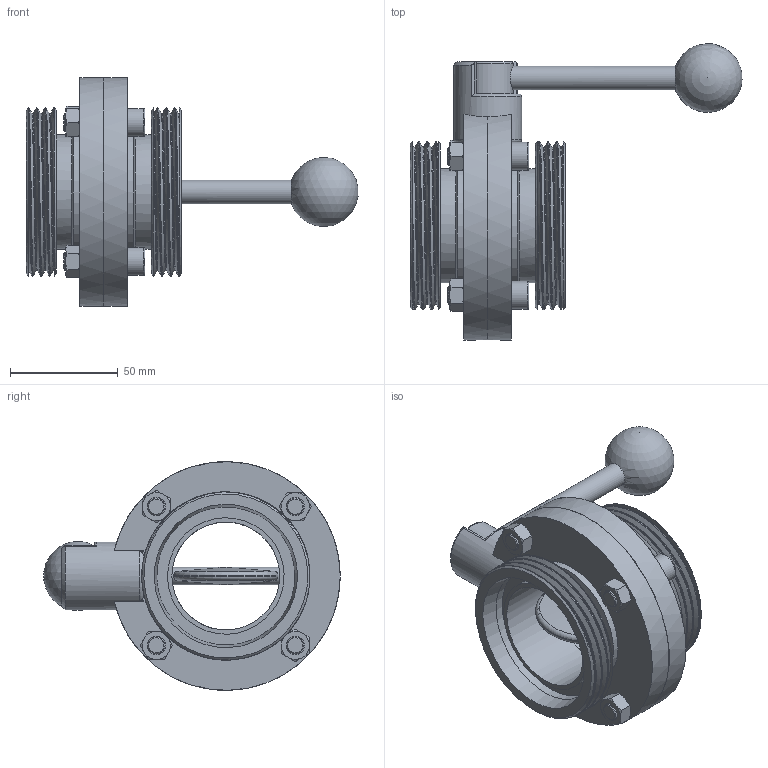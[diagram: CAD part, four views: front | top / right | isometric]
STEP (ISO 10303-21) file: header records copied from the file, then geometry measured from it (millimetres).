
FILE_DESCRIPTION(/* description */ ('Butterfly-valve-DIN-11850-male-male-DN50-open'),/* implementation_level */ '2;1');
FILE_NAME(/* name */ 'Butterfly-valve-DIN-11850-male-male-DN50-open.stp',/* time_stamp */ '2016-12-21T18:53:43+01:00',/* author */ ('freek'),/* organization */ (''),/* preprocessor_version */ 'ST-DEVELOPER v16.1',/* originating_system */ 'Autodesk Inventor 2016',/* authorisation */ '');
FILE_SCHEMA (('AUTOMOTIVE_DESIGN { 1 0 10303 214 3 1 1 }'));
Length unit declared in the file: millimetre
Products named in the file (1): Butterfly-valve-DIN-11850-male-male-DN50-open
Bounding box: 153.86 x 137.36 x 105.97 mm (x, y, z)
Volume: 262465.7 mm3; surface area: 98675.8 mm2
Topology: 9 solids, 9 shells, 240 faces, 558 edges, 349 vertices
Faces by surface type: plane 103, cone 65, cylinder 47, bspline 12, torus 12, sphere 1
Full cylindrical faces by diameter (mm): 8 x5, 8.5 x12, 11 x1, 13 x4, 23.5 x1, 31.5 x1, 50 x2, 53 x2, 54 x2, 60.9 x2, 64 x2
Entity records: 9871 total; most frequent: CARTESIAN_POINT 4948, ORIENTED_EDGE 984, DIRECTION 953, EDGE_CURVE 492, AXIS2_PLACEMENT_3D 404, EDGE_LOOP 337, VERTEX_POINT 335, ADVANCED_FACE 240
